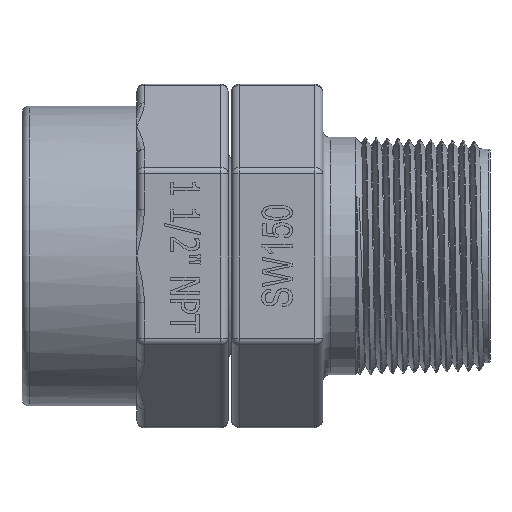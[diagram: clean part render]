
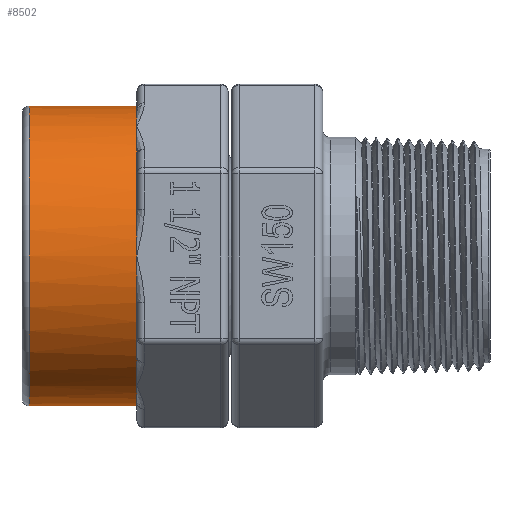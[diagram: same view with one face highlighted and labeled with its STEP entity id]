
A CAD part, front view. The second image highlights one B-rep face of the part: STEP entity #8502.
In plain terms, the highlighted cylindrical face has radius 30.48 mm (diameter 60.96 mm), a full revolution.
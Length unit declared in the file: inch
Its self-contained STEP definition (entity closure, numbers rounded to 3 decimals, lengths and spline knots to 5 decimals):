
#2078=CYLINDRICAL_SURFACE($,#9062,1.2);
#2438=FACE_BOUND($,#3065,.T.);
#2537=FACE_OUTER_BOUND($,#3064,.T.);
#3064=EDGE_LOOP($,(#5976,#5977,#5978,#5979,#5980,#5981,#5982,#5983,#5984,
#5985,#5986,#5987,#5988,#5989,#5990,#5991,#5992,#5993));
#3065=EDGE_LOOP($,(#5994));
#3657=CIRCLE($,#9061,1.2);
#3658=CIRCLE($,#9063,1.2);
#3659=CIRCLE($,#9064,1.2);
#3660=CIRCLE($,#9065,1.2);
#3661=CIRCLE($,#9066,1.2);
#3662=CIRCLE($,#9067,1.2);
#3663=CIRCLE($,#9068,1.2);
#3664=CIRCLE($,#9069,1.2);
#3665=CIRCLE($,#9070,1.2);
#3666=CIRCLE($,#9071,1.2);
#3667=CIRCLE($,#9072,1.2);
#3668=CIRCLE($,#9073,1.2);
#3669=CIRCLE($,#9074,1.2);
#3670=CIRCLE($,#9075,1.2);
#3671=CIRCLE($,#9076,1.2);
#3672=CIRCLE($,#9077,1.2);
#3673=CIRCLE($,#9078,1.2);
#3674=CIRCLE($,#9079,1.2);
#3675=CIRCLE($,#9080,1.2);
#3855=VERTEX_POINT($,#11647);
#3856=VERTEX_POINT($,#11650);
#3857=VERTEX_POINT($,#11651);
#3858=VERTEX_POINT($,#11653);
#3859=VERTEX_POINT($,#11655);
#3860=VERTEX_POINT($,#11657);
#3861=VERTEX_POINT($,#11659);
#3862=VERTEX_POINT($,#11661);
#3863=VERTEX_POINT($,#11663);
#3864=VERTEX_POINT($,#11665);
#3865=VERTEX_POINT($,#11667);
#3866=VERTEX_POINT($,#11669);
#3867=VERTEX_POINT($,#11671);
#3868=VERTEX_POINT($,#11673);
#3869=VERTEX_POINT($,#11675);
#3870=VERTEX_POINT($,#11677);
#3871=VERTEX_POINT($,#11679);
#3872=VERTEX_POINT($,#11681);
#3873=VERTEX_POINT($,#11683);
#4692=EDGE_CURVE($,#3855,#3855,#3657,.T.);
#4693=EDGE_CURVE($,#3856,#3857,#3658,.T.);
#4694=EDGE_CURVE($,#3857,#3858,#3659,.T.);
#4695=EDGE_CURVE($,#3858,#3859,#3660,.T.);
#4696=EDGE_CURVE($,#3859,#3860,#3661,.T.);
#4697=EDGE_CURVE($,#3860,#3861,#3662,.T.);
#4698=EDGE_CURVE($,#3861,#3862,#3663,.T.);
#4699=EDGE_CURVE($,#3862,#3863,#3664,.T.);
#4700=EDGE_CURVE($,#3863,#3864,#3665,.T.);
#4701=EDGE_CURVE($,#3864,#3865,#3666,.T.);
#4702=EDGE_CURVE($,#3865,#3866,#3667,.T.);
#4703=EDGE_CURVE($,#3866,#3867,#3668,.T.);
#4704=EDGE_CURVE($,#3867,#3868,#3669,.T.);
#4705=EDGE_CURVE($,#3868,#3869,#3670,.T.);
#4706=EDGE_CURVE($,#3869,#3870,#3671,.T.);
#4707=EDGE_CURVE($,#3870,#3871,#3672,.T.);
#4708=EDGE_CURVE($,#3871,#3872,#3673,.T.);
#4709=EDGE_CURVE($,#3872,#3873,#3674,.T.);
#4710=EDGE_CURVE($,#3873,#3856,#3675,.T.);
#5976=ORIENTED_EDGE($,*,*,#4693,.T.);
#5977=ORIENTED_EDGE($,*,*,#4694,.T.);
#5978=ORIENTED_EDGE($,*,*,#4695,.T.);
#5979=ORIENTED_EDGE($,*,*,#4696,.T.);
#5980=ORIENTED_EDGE($,*,*,#4697,.T.);
#5981=ORIENTED_EDGE($,*,*,#4698,.T.);
#5982=ORIENTED_EDGE($,*,*,#4699,.T.);
#5983=ORIENTED_EDGE($,*,*,#4700,.T.);
#5984=ORIENTED_EDGE($,*,*,#4701,.T.);
#5985=ORIENTED_EDGE($,*,*,#4702,.T.);
#5986=ORIENTED_EDGE($,*,*,#4703,.T.);
#5987=ORIENTED_EDGE($,*,*,#4704,.T.);
#5988=ORIENTED_EDGE($,*,*,#4705,.T.);
#5989=ORIENTED_EDGE($,*,*,#4706,.T.);
#5990=ORIENTED_EDGE($,*,*,#4707,.T.);
#5991=ORIENTED_EDGE($,*,*,#4708,.T.);
#5992=ORIENTED_EDGE($,*,*,#4709,.T.);
#5993=ORIENTED_EDGE($,*,*,#4710,.T.);
#5994=ORIENTED_EDGE($,*,*,#4692,.F.);
#8502=ADVANCED_FACE($,(#2537,#2438),#2078,.T.);
#9061=AXIS2_PLACEMENT_3D($,#11648,#9701,#9702);
#9062=AXIS2_PLACEMENT_3D($,#11649,#9703,#9704);
#9063=AXIS2_PLACEMENT_3D($,#11652,#9705,#9706);
#9064=AXIS2_PLACEMENT_3D($,#11654,#9707,#9708);
#9065=AXIS2_PLACEMENT_3D($,#11656,#9709,#9710);
#9066=AXIS2_PLACEMENT_3D($,#11658,#9711,#9712);
#9067=AXIS2_PLACEMENT_3D($,#11660,#9713,#9714);
#9068=AXIS2_PLACEMENT_3D($,#11662,#9715,#9716);
#9069=AXIS2_PLACEMENT_3D($,#11664,#9717,#9718);
#9070=AXIS2_PLACEMENT_3D($,#11666,#9719,#9720);
#9071=AXIS2_PLACEMENT_3D($,#11668,#9721,#9722);
#9072=AXIS2_PLACEMENT_3D($,#11670,#9723,#9724);
#9073=AXIS2_PLACEMENT_3D($,#11672,#9725,#9726);
#9074=AXIS2_PLACEMENT_3D($,#11674,#9727,#9728);
#9075=AXIS2_PLACEMENT_3D($,#11676,#9729,#9730);
#9076=AXIS2_PLACEMENT_3D($,#11678,#9731,#9732);
#9077=AXIS2_PLACEMENT_3D($,#11680,#9733,#9734);
#9078=AXIS2_PLACEMENT_3D($,#11682,#9735,#9736);
#9079=AXIS2_PLACEMENT_3D($,#11684,#9737,#9738);
#9080=AXIS2_PLACEMENT_3D($,#11685,#9739,#9740);
#9701=DIRECTION('center_axis',(-1.,0.,0.));
#9702=DIRECTION('ref_axis',(0.,-1.,0.));
#9703=DIRECTION('center_axis',(1.,0.,0.));
#9704=DIRECTION('ref_axis',(0.,1.,0.));
#9705=DIRECTION('center_axis',(-1.,0.,0.));
#9706=DIRECTION('ref_axis',(0.,1.,0.));
#9707=DIRECTION('center_axis',(-1.,0.,0.));
#9708=DIRECTION('ref_axis',(0.,1.,0.));
#9709=DIRECTION('center_axis',(-1.,0.,0.));
#9710=DIRECTION('ref_axis',(0.,1.,0.));
#9711=DIRECTION('center_axis',(-1.,0.,0.));
#9712=DIRECTION('ref_axis',(0.,1.,0.));
#9713=DIRECTION('center_axis',(-1.,0.,0.));
#9714=DIRECTION('ref_axis',(0.,1.,0.));
#9715=DIRECTION('center_axis',(-1.,0.,0.));
#9716=DIRECTION('ref_axis',(0.,1.,0.));
#9717=DIRECTION('center_axis',(-1.,0.,0.));
#9718=DIRECTION('ref_axis',(0.,1.,0.));
#9719=DIRECTION('center_axis',(-1.,0.,0.));
#9720=DIRECTION('ref_axis',(0.,1.,0.));
#9721=DIRECTION('center_axis',(-1.,0.,0.));
#9722=DIRECTION('ref_axis',(0.,1.,0.));
#9723=DIRECTION('center_axis',(-1.,0.,0.));
#9724=DIRECTION('ref_axis',(0.,1.,0.));
#9725=DIRECTION('center_axis',(-1.,0.,0.));
#9726=DIRECTION('ref_axis',(0.,1.,0.));
#9727=DIRECTION('center_axis',(-1.,0.,0.));
#9728=DIRECTION('ref_axis',(0.,1.,0.));
#9729=DIRECTION('center_axis',(-1.,0.,0.));
#9730=DIRECTION('ref_axis',(0.,1.,0.));
#9731=DIRECTION('center_axis',(-1.,0.,0.));
#9732=DIRECTION('ref_axis',(0.,1.,0.));
#9733=DIRECTION('center_axis',(-1.,0.,0.));
#9734=DIRECTION('ref_axis',(0.,1.,0.));
#9735=DIRECTION('center_axis',(-1.,0.,0.));
#9736=DIRECTION('ref_axis',(0.,1.,0.));
#9737=DIRECTION('center_axis',(-1.,0.,0.));
#9738=DIRECTION('ref_axis',(0.,1.,0.));
#9739=DIRECTION('center_axis',(-1.,0.,0.));
#9740=DIRECTION('ref_axis',(0.,1.,0.));
#11647=CARTESIAN_POINT('',(0.06,1.2,0.));
#11648=CARTESIAN_POINT('Origin',(0.06,0.,0.));
#11649=CARTESIAN_POINT('Origin',(0.825,0.,0.));
#11650=CARTESIAN_POINT('',(0.92,1.03923,0.6));
#11651=CARTESIAN_POINT('',(0.92,1.17462,0.2455));
#11652=CARTESIAN_POINT('Origin',(0.92,0.,0.));
#11653=CARTESIAN_POINT('',(0.92,1.17462,-0.2455));
#11654=CARTESIAN_POINT('Origin',(0.92,0.,0.));
#11655=CARTESIAN_POINT('',(0.92,1.03923,-0.6));
#11656=CARTESIAN_POINT('Origin',(0.92,0.,0.));
#11657=CARTESIAN_POINT('',(0.92,0.79992,-0.8945));
#11658=CARTESIAN_POINT('Origin',(0.92,0.,0.));
#11659=CARTESIAN_POINT('',(0.92,0.3747,-1.14));
#11660=CARTESIAN_POINT('Origin',(0.92,0.,0.));
#11661=CARTESIAN_POINT('',(0.92,0.,-1.2));
#11662=CARTESIAN_POINT('Origin',(0.92,0.,0.));
#11663=CARTESIAN_POINT('',(0.92,-0.3747,-1.14));
#11664=CARTESIAN_POINT('Origin',(0.92,0.,0.));
#11665=CARTESIAN_POINT('',(0.92,-0.79992,-0.8945));
#11666=CARTESIAN_POINT('Origin',(0.92,0.,0.));
#11667=CARTESIAN_POINT('',(0.92,-1.03923,-0.6));
#11668=CARTESIAN_POINT('Origin',(0.92,0.,0.));
#11669=CARTESIAN_POINT('',(0.92,-1.17462,-0.2455));
#11670=CARTESIAN_POINT('Origin',(0.92,0.,0.));
#11671=CARTESIAN_POINT('',(0.92,-1.17462,0.2455));
#11672=CARTESIAN_POINT('Origin',(0.92,0.,0.));
#11673=CARTESIAN_POINT('',(0.92,-1.03923,0.6));
#11674=CARTESIAN_POINT('Origin',(0.92,0.,0.));
#11675=CARTESIAN_POINT('',(0.92,-0.79992,0.8945));
#11676=CARTESIAN_POINT('Origin',(0.92,0.,0.));
#11677=CARTESIAN_POINT('',(0.92,-0.3747,1.14));
#11678=CARTESIAN_POINT('Origin',(0.92,0.,0.));
#11679=CARTESIAN_POINT('',(0.92,0.,1.2));
#11680=CARTESIAN_POINT('Origin',(0.92,0.,0.));
#11681=CARTESIAN_POINT('',(0.92,0.3747,1.14));
#11682=CARTESIAN_POINT('Origin',(0.92,0.,0.));
#11683=CARTESIAN_POINT('',(0.92,0.79992,0.8945));
#11684=CARTESIAN_POINT('Origin',(0.92,0.,0.));
#11685=CARTESIAN_POINT('Origin',(0.92,0.,0.));
